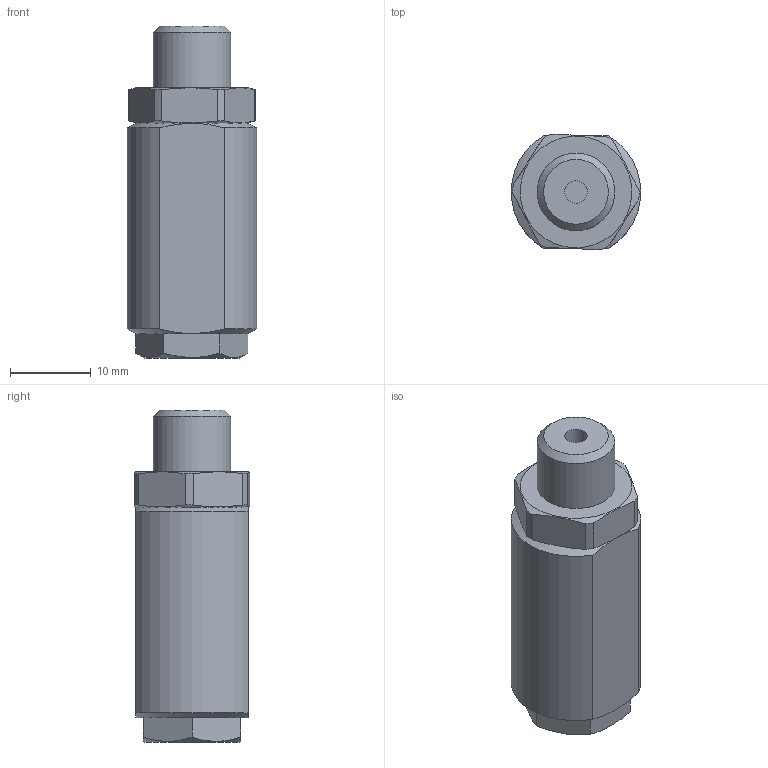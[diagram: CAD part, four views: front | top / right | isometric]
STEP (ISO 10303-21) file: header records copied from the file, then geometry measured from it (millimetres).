
FILE_DESCRIPTION(/* description */ (''),/* implementation_level */ '2;1');
FILE_NAME(/* name */ '210 018 00k.stp',/* time_stamp */ '2018-08-23T11:54:45+02:00',/* author */ ('hj'),/* organization */ ('AVAC Vakuumteknik AB'),/* preprocessor_version */ 'ST-DEVELOPER v17',/* originating_system */ 'Autodesk Inventor 2018',/* authorisation */ '');
FILE_SCHEMA (('AUTOMOTIVE_DESIGN { 1 0 10303 214 3 1 1 }'));
Length unit declared in the file: millimetre
Products named in the file (1): 210 018 00k
Bounding box: 16 x 14.28 x 41 mm (x, y, z)
Volume: 6440.9 mm3; surface area: 2342.2 mm2
Topology: 1 solids, 1 shells, 51 faces, 127 edges, 83 vertices
Faces by surface type: plane 33, cylinder 12, cone 6
Full cylindrical faces by diameter (mm): 2 x1, 2.8 x1, 4.2 x1, 9.6 x1
Entity records: 1543 total; most frequent: CARTESIAN_POINT 316, ORIENTED_EDGE 254, DIRECTION 254, EDGE_CURVE 127, AXIS2_PLACEMENT_3D 102, VERTEX_POINT 83, EDGE_LOOP 56, FACE_OUTER_BOUND 51
